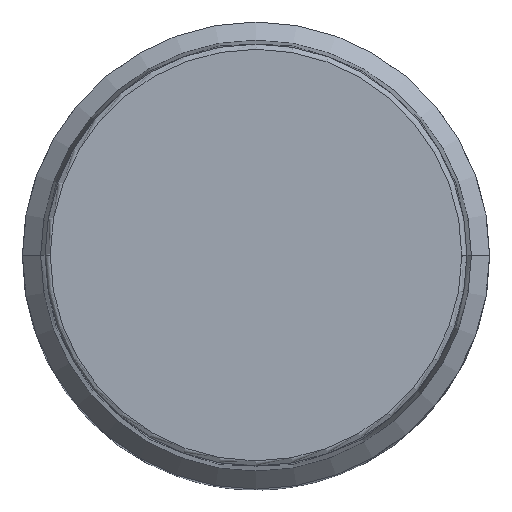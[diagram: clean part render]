
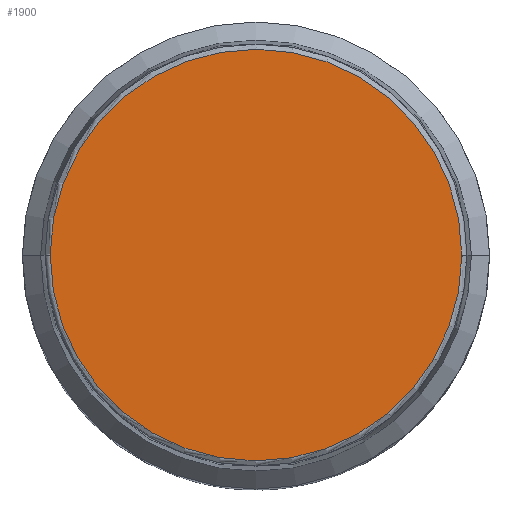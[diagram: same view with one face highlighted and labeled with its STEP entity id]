
A CAD part, top view. The second image highlights one B-rep face of the part: STEP entity #1900.
In plain terms, the highlighted face is planar.
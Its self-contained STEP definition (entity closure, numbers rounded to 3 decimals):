
#1466=CARTESIAN_POINT('',(0.,0.,-10.));
#1467=DIRECTION('',(0.,0.,-1.));
#1468=DIRECTION('',(-1.,-0.008,0.));
#1469=AXIS2_PLACEMENT_3D('',#1466,#1467,#1468);
#1482=CARTESIAN_POINT('',(0.,0.,-10.));
#1483=DIRECTION('',(0.,0.,1.));
#1484=DIRECTION('',(1.,0.008,0.));
#1485=AXIS2_PLACEMENT_3D('',#1482,#1483,#1484);
#1490=CARTESIAN_POINT('',(0.,0.,-10.));
#1491=DIRECTION('',(0.,0.,1.));
#1492=DIRECTION('',(-1.,-0.008,0.));
#1493=AXIS2_PLACEMENT_3D('',#1490,#1491,#1492);
#1498=CARTESIAN_POINT('',(0.,0.,-10.));
#1499=DIRECTION('',(0.,0.,-1.));
#1500=DIRECTION('',(1.,0.008,0.));
#1501=AXIS2_PLACEMENT_3D('',#1498,#1499,#1500);
#1573=CARTESIAN_POINT('',(7.929,0.066,-10.));
#1574=CARTESIAN_POINT('',(-7.929,0.,-10.));
#1575=VERTEX_POINT('',#1573);
#1576=VERTEX_POINT('',#1574);
#1577=CARTESIAN_POINT('',(7.929,0.,-10.));
#1578=VERTEX_POINT('',#1577);
#1579=CARTESIAN_POINT('',(-7.929,-0.066,-10.));
#1580=VERTEX_POINT('',#1579);
#1887=CARTESIAN_POINT('',(0.,0.,-10.));
#1888=DIRECTION('',(0.,0.,1.));
#1889=DIRECTION('',(1.,0.,0.));
#1890=AXIS2_PLACEMENT_3D('',#1887,#1888,#1889);
#1891=PLANE('',#1890);
#1893=ORIENTED_EDGE('',*,*,#1892,.F.);
#1895=ORIENTED_EDGE('',*,*,#1894,.T.);
#1896=ORIENTED_EDGE('',*,*,#1877,.F.);
#1897=ORIENTED_EDGE('',*,*,#1875,.T.);
#1898=EDGE_LOOP('',(#1893,#1895,#1896,#1897));
#1899=FACE_OUTER_BOUND('',#1898,.F.);
#1900=ADVANCED_FACE('',(#1899),#1891,.F.);
#1470=CIRCLE('',#1469,7.929);
#1486=CIRCLE('',#1485,7.929);
#1494=CIRCLE('',#1493,7.929);
#1502=CIRCLE('',#1501,7.929);
#1875=EDGE_CURVE('',#1580,#1578,#1494,.T.);
#1877=EDGE_CURVE('',#1580,#1576,#1470,.T.);
#1892=EDGE_CURVE('',#1575,#1578,#1502,.T.);
#1894=EDGE_CURVE('',#1575,#1576,#1486,.T.);
